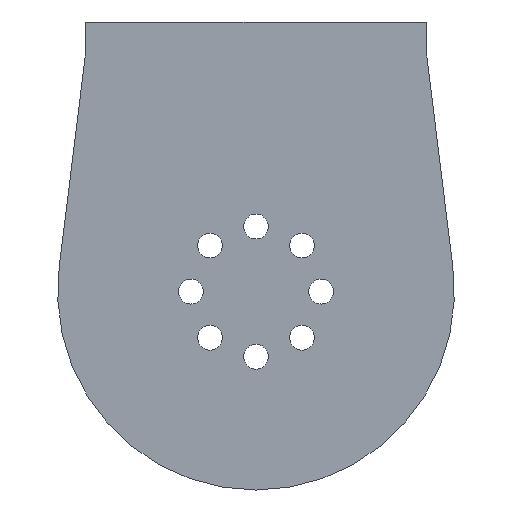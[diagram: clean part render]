
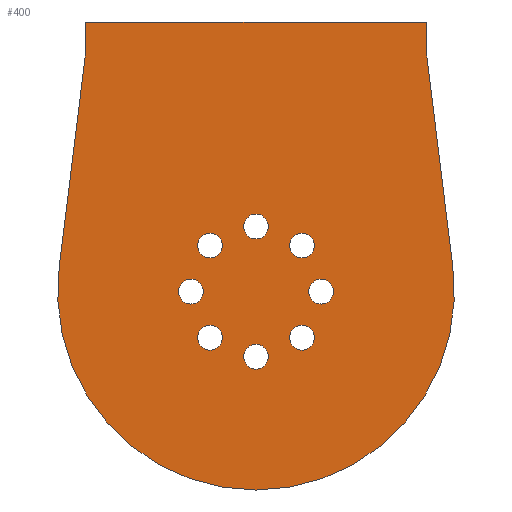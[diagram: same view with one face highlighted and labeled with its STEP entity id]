
A CAD part, front view. The second image highlights one B-rep face of the part: STEP entity #400.
In plain terms, the highlighted planar face has unit normal (0, -1, 0).
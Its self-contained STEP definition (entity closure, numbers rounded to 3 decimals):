
#23=FACE_BOUND('',#92,.T.);
#24=FACE_BOUND('',#93,.T.);
#25=FACE_BOUND('',#94,.T.);
#26=FACE_BOUND('',#95,.T.);
#27=FACE_BOUND('',#96,.T.);
#28=FACE_BOUND('',#97,.T.);
#29=FACE_BOUND('',#98,.T.);
#30=FACE_BOUND('',#99,.T.);
#41=PLANE('',#457);
#62=FACE_OUTER_BOUND('',#91,.T.);
#91=EDGE_LOOP('',(#349,#350,#351,#352,#353,#354,#355));
#92=EDGE_LOOP('',(#356));
#93=EDGE_LOOP('',(#357));
#94=EDGE_LOOP('',(#358));
#95=EDGE_LOOP('',(#359));
#96=EDGE_LOOP('',(#360));
#97=EDGE_LOOP('',(#361));
#98=EDGE_LOOP('',(#362));
#99=EDGE_LOOP('',(#363));
#105=LINE('',#594,#134);
#109=LINE('',#602,#138);
#116=LINE('',#634,#145);
#119=LINE('',#640,#148);
#122=LINE('',#645,#151);
#131=LINE('',#681,#160);
#134=VECTOR('',#481,10.);
#138=VECTOR('',#487,10.);
#145=VECTOR('',#516,10.);
#148=VECTOR('',#521,10.);
#151=VECTOR('',#526,10.);
#160=VECTOR('',#573,10.);
#174=CIRCLE('',#440,64.);
#175=CIRCLE('',#442,4.);
#176=CIRCLE('',#444,4.);
#177=CIRCLE('',#446,4.);
#178=CIRCLE('',#448,4.);
#179=CIRCLE('',#450,4.);
#180=CIRCLE('',#452,4.);
#181=CIRCLE('',#454,4.);
#182=CIRCLE('',#456,4.);
#187=VERTEX_POINT('',#592);
#188=VERTEX_POINT('',#593);
#191=VERTEX_POINT('',#601);
#205=VERTEX_POINT('',#633);
#206=VERTEX_POINT('',#637);
#207=VERTEX_POINT('',#639);
#208=VERTEX_POINT('',#643);
#209=VERTEX_POINT('',#649);
#210=VERTEX_POINT('',#653);
#211=VERTEX_POINT('',#657);
#212=VERTEX_POINT('',#661);
#213=VERTEX_POINT('',#665);
#214=VERTEX_POINT('',#669);
#215=VERTEX_POINT('',#673);
#216=VERTEX_POINT('',#677);
#223=EDGE_CURVE('',#187,#188,#105,.T.);
#227=EDGE_CURVE('',#191,#187,#109,.T.);
#243=EDGE_CURVE('',#205,#191,#116,.T.);
#246=EDGE_CURVE('',#207,#206,#119,.T.);
#249=EDGE_CURVE('',#206,#208,#122,.T.);
#250=EDGE_CURVE('',#208,#205,#174,.T.);
#251=EDGE_CURVE('',#209,#209,#175,.T.);
#253=EDGE_CURVE('',#210,#210,#176,.T.);
#255=EDGE_CURVE('',#211,#211,#177,.T.);
#257=EDGE_CURVE('',#212,#212,#178,.T.);
#259=EDGE_CURVE('',#213,#213,#179,.T.);
#261=EDGE_CURVE('',#214,#214,#180,.T.);
#263=EDGE_CURVE('',#215,#215,#181,.T.);
#265=EDGE_CURVE('',#216,#216,#182,.T.);
#267=EDGE_CURVE('',#188,#207,#131,.T.);
#349=ORIENTED_EDGE('',*,*,#223,.T.);
#350=ORIENTED_EDGE('',*,*,#267,.T.);
#351=ORIENTED_EDGE('',*,*,#246,.T.);
#352=ORIENTED_EDGE('',*,*,#249,.T.);
#353=ORIENTED_EDGE('',*,*,#250,.T.);
#354=ORIENTED_EDGE('',*,*,#243,.T.);
#355=ORIENTED_EDGE('',*,*,#227,.T.);
#356=ORIENTED_EDGE('',*,*,#251,.T.);
#357=ORIENTED_EDGE('',*,*,#253,.T.);
#358=ORIENTED_EDGE('',*,*,#255,.T.);
#359=ORIENTED_EDGE('',*,*,#257,.T.);
#360=ORIENTED_EDGE('',*,*,#259,.T.);
#361=ORIENTED_EDGE('',*,*,#261,.T.);
#362=ORIENTED_EDGE('',*,*,#263,.T.);
#363=ORIENTED_EDGE('',*,*,#265,.T.);
#400=ADVANCED_FACE('',(#62,#23,#24,#25,#26,#27,#28,#29,#30),#41,.T.);
#440=AXIS2_PLACEMENT_3D('',#647,#529,#530);
#442=AXIS2_PLACEMENT_3D('',#650,#533,#534);
#444=AXIS2_PLACEMENT_3D('',#654,#538,#539);
#446=AXIS2_PLACEMENT_3D('',#658,#543,#544);
#448=AXIS2_PLACEMENT_3D('',#662,#548,#549);
#450=AXIS2_PLACEMENT_3D('',#666,#553,#554);
#452=AXIS2_PLACEMENT_3D('',#670,#558,#559);
#454=AXIS2_PLACEMENT_3D('',#674,#563,#564);
#456=AXIS2_PLACEMENT_3D('',#678,#568,#569);
#457=AXIS2_PLACEMENT_3D('',#680,#571,#572);
#481=DIRECTION('',(0.,0.,1.));
#487=DIRECTION('',(-0.122,0.,0.993));
#516=DIRECTION('',(1.,0.,0.));
#521=DIRECTION('',(0.,0.,-1.));
#526=DIRECTION('',(-0.122,0.,-0.992));
#529=DIRECTION('center_axis',(0.,-1.,0.));
#530=DIRECTION('ref_axis',(1.,0.,0.));
#533=DIRECTION('center_axis',(0.,1.,0.));
#534=DIRECTION('ref_axis',(0.707,0.,-0.707));
#538=DIRECTION('center_axis',(0.,1.,0.));
#539=DIRECTION('ref_axis',(0.,0.,-1.));
#543=DIRECTION('center_axis',(0.,1.,0.));
#544=DIRECTION('ref_axis',(-0.707,0.,-0.707));
#548=DIRECTION('center_axis',(0.,1.,0.));
#549=DIRECTION('ref_axis',(-1.,0.,0.));
#553=DIRECTION('center_axis',(0.,1.,0.));
#554=DIRECTION('ref_axis',(-0.707,0.,0.707));
#558=DIRECTION('center_axis',(0.,1.,0.));
#559=DIRECTION('ref_axis',(0.,0.,1.));
#563=DIRECTION('center_axis',(0.,1.,0.));
#564=DIRECTION('ref_axis',(0.707,0.,0.707));
#568=DIRECTION('center_axis',(0.,1.,0.));
#569=DIRECTION('ref_axis',(1.,0.,0.));
#571=DIRECTION('center_axis',(0.,-1.,0.));
#572=DIRECTION('ref_axis',(-1.,0.,0.));
#573=DIRECTION('',(-1.,0.,0.));
#592=CARTESIAN_POINT('',(-214.979,-59.25,735.8));
#593=CARTESIAN_POINT('',(-214.979,-59.25,745.8));
#594=CARTESIAN_POINT('',(-214.979,-59.25,716.24));
#601=CARTESIAN_POINT('',(-206.463,-59.25,666.633));
#602=CARTESIAN_POINT('',(-208.319,-59.25,681.709));
#633=CARTESIAN_POINT('',(-206.471,-59.25,666.633));
#634=CARTESIAN_POINT('',(-208.744,-59.25,666.633));
#637=CARTESIAN_POINT('',(-324.979,-59.25,735.8));
#639=CARTESIAN_POINT('',(-324.979,-59.25,745.8));
#640=CARTESIAN_POINT('',(-324.979,-59.25,737.8));
#643=CARTESIAN_POINT('',(-333.508,-59.25,666.633));
#645=CARTESIAN_POINT('',(-328.651,-59.25,706.019));
#647=CARTESIAN_POINT('Origin',(-269.989,-59.25,658.8));
#649=CARTESIAN_POINT('',(-287.667,-59.25,646.779));
#650=CARTESIAN_POINT('Origin',(-284.839,-59.25,643.951));
#653=CARTESIAN_POINT('',(-290.989,-59.25,662.8));
#654=CARTESIAN_POINT('Origin',(-290.989,-59.25,658.8));
#657=CARTESIAN_POINT('',(-282.01,-59.25,676.478));
#658=CARTESIAN_POINT('Origin',(-284.839,-59.25,673.649));
#661=CARTESIAN_POINT('',(-265.989,-59.25,679.8));
#662=CARTESIAN_POINT('Origin',(-269.989,-59.25,679.8));
#665=CARTESIAN_POINT('',(-252.312,-59.25,670.821));
#666=CARTESIAN_POINT('Origin',(-255.14,-59.25,673.649));
#669=CARTESIAN_POINT('',(-248.989,-59.25,654.8));
#670=CARTESIAN_POINT('Origin',(-248.989,-59.25,658.8));
#673=CARTESIAN_POINT('',(-257.969,-59.25,641.122));
#674=CARTESIAN_POINT('Origin',(-255.14,-59.25,643.951));
#677=CARTESIAN_POINT('',(-273.989,-59.25,637.8));
#678=CARTESIAN_POINT('Origin',(-269.989,-59.25,637.8));
#680=CARTESIAN_POINT('Origin',(-211.018,-59.25,696.681));
#681=CARTESIAN_POINT('',(-212.999,-59.25,745.8));
